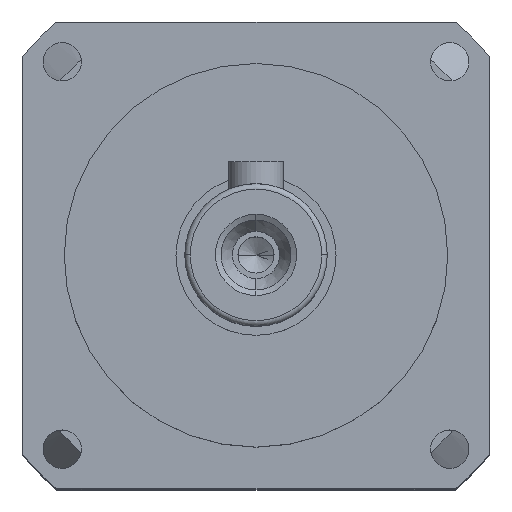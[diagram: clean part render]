
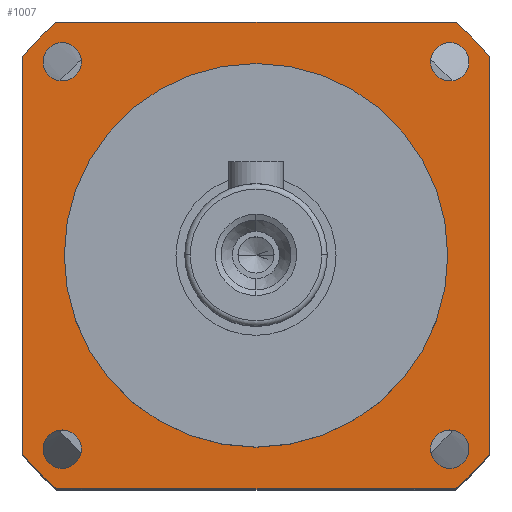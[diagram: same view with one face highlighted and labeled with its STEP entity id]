
A CAD part, top view. The second image highlights one B-rep face of the part: STEP entity #1007.
In plain terms, the highlighted planar face has unit normal (0, 0, 1).
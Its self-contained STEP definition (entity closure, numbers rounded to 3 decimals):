
#35 = EDGE_CURVE ( 'NONE', #4655, #1678, #2716, .T. ) ;
#63 = VERTEX_POINT ( 'NONE', #5963 ) ;
#75 = EDGE_LOOP ( 'NONE', ( #5148, #3946 ) ) ;
#122 = DIRECTION ( 'NONE',  ( 0., -1., 0. ) ) ;
#192 = EDGE_CURVE ( 'NONE', #2814, #2697, #4178, .T. ) ;
#193 = AXIS2_PLACEMENT_3D ( 'NONE', #5805, #3016, #265 ) ;
#254 = DIRECTION ( 'NONE',  ( 1., 0., 0. ) ) ;
#265 = DIRECTION ( 'NONE',  ( 0., 1., 0. ) ) ;
#293 = CARTESIAN_POINT ( 'NONE',  ( -21.3, -18.174, 26.5 ) ) ;
#320 = DIRECTION ( 'NONE',  ( 0., 1., 0. ) ) ;
#442 = AXIS2_PLACEMENT_3D ( 'NONE', #1149, #4363, #1605 ) ;
#511 = CARTESIAN_POINT ( 'NONE',  ( 17.678, 17.678, 26.5 ) ) ;
#543 = LINE ( 'NONE', #4001, #1625 ) ;
#566 = ORIENTED_EDGE ( 'NONE', *, *, #5417, .T. ) ;
#573 = CARTESIAN_POINT ( 'NONE',  ( 0., 0., 26.5 ) ) ;
#679 = DIRECTION ( 'NONE',  ( 0., 0., 1. ) ) ;
#692 = CARTESIAN_POINT ( 'NONE',  ( -17.678, -17.678, 26.5 ) ) ;
#694 = VERTEX_POINT ( 'NONE', #4306 ) ;
#698 = CIRCLE ( 'NONE', #3735, 28. ) ;
#792 = DIRECTION ( 'NONE',  ( -1., 0., 0. ) ) ;
#822 = VECTOR ( 'NONE', #3170, 1000. ) ;
#864 = FACE_BOUND ( 'NONE', #3042, .T. ) ;
#942 = AXIS2_PLACEMENT_3D ( 'NONE', #511, #3717, #980 ) ;
#943 = CARTESIAN_POINT ( 'NONE',  ( -17.678, 15.928, 26.5 ) ) ;
#952 = VERTEX_POINT ( 'NONE', #5282 ) ;
#978 = CIRCLE ( 'NONE', #2503, 1.75 ) ;
#980 = DIRECTION ( 'NONE',  ( -1., 0., 0. ) ) ;
#997 = FACE_BOUND ( 'NONE', #75, .T. ) ;
#1007 = ADVANCED_FACE ( 'NONE', ( #2227, #2081, #997, #864, #5606 ), #3311, .T. ) ;
#1026 = CARTESIAN_POINT ( 'NONE',  ( -21.3, 18.174, 26.5 ) ) ;
#1038 = DIRECTION ( 'NONE',  ( 0., 0., 1. ) ) ;
#1061 = CARTESIAN_POINT ( 'NONE',  ( -18.174, 21.3, 26.5 ) ) ;
#1100 = EDGE_CURVE ( 'NONE', #5623, #3591, #3932, .T. ) ;
#1148 = AXIS2_PLACEMENT_3D ( 'NONE', #4465, #1698, #4914 ) ;
#1149 = CARTESIAN_POINT ( 'NONE',  ( 0., 0., 26.5 ) ) ;
#1152 = DIRECTION ( 'NONE',  ( 1., 0., 0. ) ) ;
#1197 = CARTESIAN_POINT ( 'NONE',  ( -18.174, -21.3, 26.5 ) ) ;
#1212 = AXIS2_PLACEMENT_3D ( 'NONE', #692, #3885, #1152 ) ;
#1311 = DIRECTION ( 'NONE',  ( 0., 0., -1. ) ) ;
#1345 = CARTESIAN_POINT ( 'NONE',  ( -18.174, -21.3, 26.5 ) ) ;
#1384 = CIRCLE ( 'NONE', #5609, 1.75 ) ;
#1405 = VERTEX_POINT ( 'NONE', #1197 ) ;
#1605 = DIRECTION ( 'NONE',  ( 1., 0., 0. ) ) ;
#1625 = VECTOR ( 'NONE', #792, 1000. ) ;
#1642 = CARTESIAN_POINT ( 'NONE',  ( 17.678, -15.928, 26.5 ) ) ;
#1671 = DIRECTION ( 'NONE',  ( 0., 0., 1. ) ) ;
#1678 = VERTEX_POINT ( 'NONE', #1026 ) ;
#1698 = DIRECTION ( 'NONE',  ( 0., 0., -1. ) ) ;
#1741 = ORIENTED_EDGE ( 'NONE', *, *, #4334, .T. ) ;
#1769 = ORIENTED_EDGE ( 'NONE', *, *, #3418, .T. ) ;
#1780 = AXIS2_PLACEMENT_3D ( 'NONE', #1998, #5216, #2439 ) ;
#1841 = CIRCLE ( 'NONE', #942, 1.75 ) ;
#1902 = DIRECTION ( 'NONE',  ( 0., 1., 0. ) ) ;
#1924 = CARTESIAN_POINT ( 'NONE',  ( 21.3, -18.174, 26.5 ) ) ;
#1954 = ORIENTED_EDGE ( 'NONE', *, *, #3933, .T. ) ;
#1998 = CARTESIAN_POINT ( 'NONE',  ( 0., 0., 26.5 ) ) ;
#2081 = FACE_BOUND ( 'NONE', #2855, .T. ) ;
#2130 = DIRECTION ( 'NONE',  ( 0., -1., 0. ) ) ;
#2189 = LINE ( 'NONE', #1345, #822 ) ;
#2200 = CARTESIAN_POINT ( 'NONE',  ( 21.3, 18.174, 26.5 ) ) ;
#2227 = FACE_BOUND ( 'NONE', #5483, .T. ) ;
#2248 = VERTEX_POINT ( 'NONE', #293 ) ;
#2251 = CARTESIAN_POINT ( 'NONE',  ( 18.174, 21.3, 26.5 ) ) ;
#2439 = DIRECTION ( 'NONE',  ( 1., 0., 0. ) ) ;
#2485 = ORIENTED_EDGE ( 'NONE', *, *, #3536, .T. ) ;
#2488 = CARTESIAN_POINT ( 'NONE',  ( 21.3, -18.174, 26.5 ) ) ;
#2503 = AXIS2_PLACEMENT_3D ( 'NONE', #5793, #3000, #254 ) ;
#2530 = ORIENTED_EDGE ( 'NONE', *, *, #3361, .T. ) ;
#2654 = CARTESIAN_POINT ( 'NONE',  ( 17.678, -19.428, 26.5 ) ) ;
#2656 = EDGE_CURVE ( 'NONE', #952, #2786, #1841, .T. ) ;
#2697 = VERTEX_POINT ( 'NONE', #1642 ) ;
#2716 = CIRCLE ( 'NONE', #1780, 28. ) ;
#2717 = VERTEX_POINT ( 'NONE', #4398 ) ;
#2726 = EDGE_CURVE ( 'NONE', #1678, #2248, #4929, .T. ) ;
#2786 = VERTEX_POINT ( 'NONE', #5891 ) ;
#2814 = VERTEX_POINT ( 'NONE', #2654 ) ;
#2855 = EDGE_LOOP ( 'NONE', ( #1769, #2530 ) ) ;
#2860 = DIRECTION ( 'NONE',  ( 0., 0., -1. ) ) ;
#3000 = DIRECTION ( 'NONE',  ( 0., 0., -1. ) ) ;
#3016 = DIRECTION ( 'NONE',  ( 0., 0., -1. ) ) ;
#3035 = CARTESIAN_POINT ( 'NONE',  ( -21.3, 18.174, 26.5 ) ) ;
#3042 = EDGE_LOOP ( 'NONE', ( #4506, #1954 ) ) ;
#3064 = DIRECTION ( 'NONE',  ( 0., 0., -1. ) ) ;
#3096 = AXIS2_PLACEMENT_3D ( 'NONE', #573, #1038, #4253 ) ;
#3170 = DIRECTION ( 'NONE',  ( 1., 0., 0. ) ) ;
#3184 = AXIS2_PLACEMENT_3D ( 'NONE', #5642, #2860, #122 ) ;
#3311 = PLANE ( 'NONE',  #3096 ) ;
#3361 = EDGE_CURVE ( 'NONE', #63, #2717, #5901, .T. ) ;
#3418 = EDGE_CURVE ( 'NONE', #2717, #63, #978, .T. ) ;
#3420 = CARTESIAN_POINT ( 'NONE',  ( 0., 0., 26.5 ) ) ;
#3458 = CARTESIAN_POINT ( 'NONE',  ( -17.678, 19.428, 26.5 ) ) ;
#3459 = EDGE_CURVE ( 'NONE', #2248, #1405, #698, .T. ) ;
#3536 = EDGE_CURVE ( 'NONE', #2697, #2814, #5451, .T. ) ;
#3548 = EDGE_CURVE ( 'NONE', #3665, #4655, #543, .T. ) ;
#3591 = VERTEX_POINT ( 'NONE', #2200 ) ;
#3665 = VERTEX_POINT ( 'NONE', #2251 ) ;
#3679 = ORIENTED_EDGE ( 'NONE', *, *, #3548, .T. ) ;
#3693 = VECTOR ( 'NONE', #2130, 1000. ) ;
#3717 = DIRECTION ( 'NONE',  ( 0., 0., -1. ) ) ;
#3735 = AXIS2_PLACEMENT_3D ( 'NONE', #4430, #1671, #4884 ) ;
#3779 = VECTOR ( 'NONE', #1902, 1000. ) ;
#3874 = DIRECTION ( 'NONE',  ( 1., 0., 0. ) ) ;
#3885 = DIRECTION ( 'NONE',  ( 0., 0., -1. ) ) ;
#3901 = ORIENTED_EDGE ( 'NONE', *, *, #1100, .T. ) ;
#3932 = LINE ( 'NONE', #1924, #3779 ) ;
#3933 = EDGE_CURVE ( 'NONE', #2786, #952, #5828, .T. ) ;
#3946 = ORIENTED_EDGE ( 'NONE', *, *, #5322, .T. ) ;
#4001 = CARTESIAN_POINT ( 'NONE',  ( 18.174, 21.3, 26.5 ) ) ;
#4070 = CARTESIAN_POINT ( 'NONE',  ( -17.678, 17.678, 26.5 ) ) ;
#4072 = CIRCLE ( 'NONE', #5985, 28. ) ;
#4144 = VERTEX_POINT ( 'NONE', #943 ) ;
#4178 = CIRCLE ( 'NONE', #193, 1.75 ) ;
#4234 = EDGE_CURVE ( 'NONE', #4144, #5005, #5579, .T. ) ;
#4253 = DIRECTION ( 'NONE',  ( 1., 0., 0. ) ) ;
#4306 = CARTESIAN_POINT ( 'NONE',  ( 18.174, -21.3, 26.5 ) ) ;
#4334 = EDGE_CURVE ( 'NONE', #3591, #3665, #4072, .T. ) ;
#4363 = DIRECTION ( 'NONE',  ( 0., 0., 1. ) ) ;
#4377 = AXIS2_PLACEMENT_3D ( 'NONE', #5858, #3064, #320 ) ;
#4398 = CARTESIAN_POINT ( 'NONE',  ( -15.928, -17.678, 26.5 ) ) ;
#4430 = CARTESIAN_POINT ( 'NONE',  ( 0., 0., 26.5 ) ) ;
#4465 = CARTESIAN_POINT ( 'NONE',  ( 17.678, 17.678, 26.5 ) ) ;
#4506 = ORIENTED_EDGE ( 'NONE', *, *, #2656, .T. ) ;
#4533 = DIRECTION ( 'NONE',  ( 0., -1., 0. ) ) ;
#4624 = ORIENTED_EDGE ( 'NONE', *, *, #35, .T. ) ;
#4655 = VERTEX_POINT ( 'NONE', #1061 ) ;
#4884 = DIRECTION ( 'NONE',  ( 1., 0., 0. ) ) ;
#4914 = DIRECTION ( 'NONE',  ( -1., 0., 0. ) ) ;
#4929 = LINE ( 'NONE', #3035, #3693 ) ;
#5005 = VERTEX_POINT ( 'NONE', #3458 ) ;
#5020 = ORIENTED_EDGE ( 'NONE', *, *, #3459, .T. ) ;
#5148 = ORIENTED_EDGE ( 'NONE', *, *, #4234, .T. ) ;
#5216 = DIRECTION ( 'NONE',  ( 0., 0., 1. ) ) ;
#5282 = CARTESIAN_POINT ( 'NONE',  ( 15.928, 17.678, 26.5 ) ) ;
#5322 = EDGE_CURVE ( 'NONE', #5005, #4144, #1384, .T. ) ;
#5394 = ORIENTED_EDGE ( 'NONE', *, *, #192, .T. ) ;
#5417 = EDGE_CURVE ( 'NONE', #1405, #694, #2189, .T. ) ;
#5451 = CIRCLE ( 'NONE', #4377, 1.75 ) ;
#5483 = EDGE_LOOP ( 'NONE', ( #2485, #5394 ) ) ;
#5579 = CIRCLE ( 'NONE', #3184, 1.75 ) ;
#5606 = FACE_OUTER_BOUND ( 'NONE', #5834, .T. ) ;
#5608 = EDGE_CURVE ( 'NONE', #694, #5623, #5795, .T. ) ;
#5609 = AXIS2_PLACEMENT_3D ( 'NONE', #4070, #1311, #4533 ) ;
#5623 = VERTEX_POINT ( 'NONE', #2488 ) ;
#5642 = CARTESIAN_POINT ( 'NONE',  ( -17.678, 17.678, 26.5 ) ) ;
#5793 = CARTESIAN_POINT ( 'NONE',  ( -17.678, -17.678, 26.5 ) ) ;
#5795 = CIRCLE ( 'NONE', #442, 28. ) ;
#5805 = CARTESIAN_POINT ( 'NONE',  ( 17.678, -17.678, 26.5 ) ) ;
#5828 = CIRCLE ( 'NONE', #1148, 1.75 ) ;
#5834 = EDGE_LOOP ( 'NONE', ( #5907, #3901, #1741, #3679, #4624, #5919, #5020, #566 ) ) ;
#5858 = CARTESIAN_POINT ( 'NONE',  ( 17.678, -17.678, 26.5 ) ) ;
#5891 = CARTESIAN_POINT ( 'NONE',  ( 19.428, 17.678, 26.5 ) ) ;
#5901 = CIRCLE ( 'NONE', #1212, 1.75 ) ;
#5907 = ORIENTED_EDGE ( 'NONE', *, *, #5608, .T. ) ;
#5919 = ORIENTED_EDGE ( 'NONE', *, *, #2726, .T. ) ;
#5963 = CARTESIAN_POINT ( 'NONE',  ( -19.428, -17.678, 26.5 ) ) ;
#5985 = AXIS2_PLACEMENT_3D ( 'NONE', #3420, #679, #3874 ) ;
